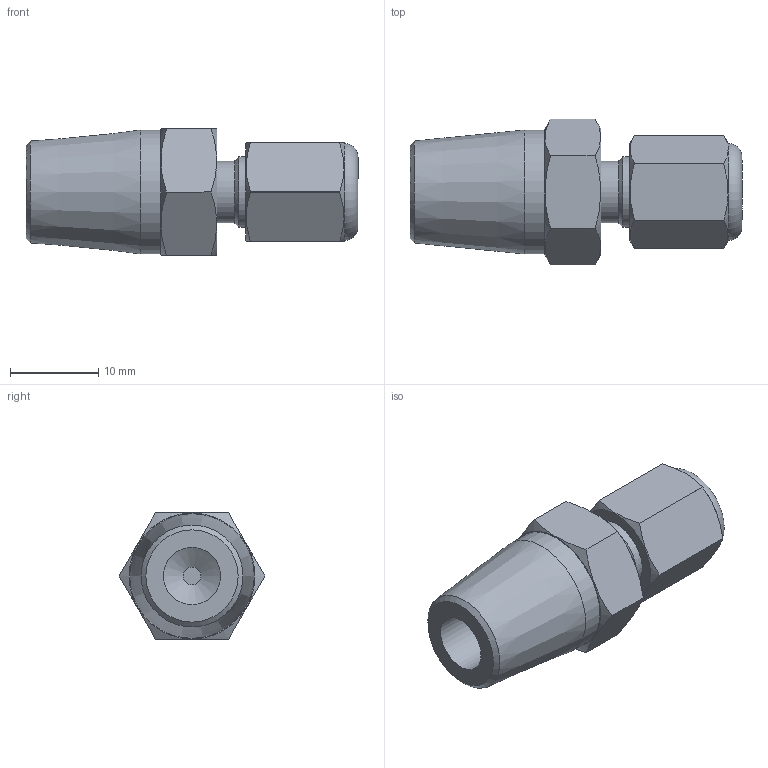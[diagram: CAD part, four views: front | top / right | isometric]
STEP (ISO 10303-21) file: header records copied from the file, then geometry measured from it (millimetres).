
FILE_DESCRIPTION(/* description */ ('Adaptor, union'),/* implementation_level */ '2;1');
FILE_NAME(/* name */ '305090-PEA42 Male pipe to Valco external adapters.stp',/* time_stamp */ '2016-05-10T12:27:02+02:00',/* author */ ('Franzp'),/* organization */ (''),/* preprocessor_version */ 'ST-DEVELOPER v15.6',/* originating_system */ 'Autodesk Inventor 2015',/* authorisation */ '');
FILE_SCHEMA (('AUTOMOTIVE_DESIGN { 1 0 10303 214 3 1 1 }'));
Length unit declared in the file: centimetre
Products named in the file (1): 305090
Bounding box: 37.55 x 16.5 x 14.29 mm (x, y, z)
Volume: 3887.2 mm3; surface area: 2317.5 mm2
Topology: 1 solids, 1 shells, 45 faces, 101 edges, 65 vertices
Faces by surface type: plane 21, cylinder 12, cone 11, torus 1
Full cylindrical faces by diameter (mm): 2.032 x1, 3.3 x1, 6.477 x1, 7 x1, 7.938 x1, 14.02 x1
Entity records: 1185 total; most frequent: CARTESIAN_POINT 232, DIRECTION 182, ORIENTED_EDGE 156, AXIS2_PLACEMENT_3D 82, EDGE_CURVE 78, EDGE_LOOP 70, VERTEX_POINT 60, STYLED_ITEM 45
